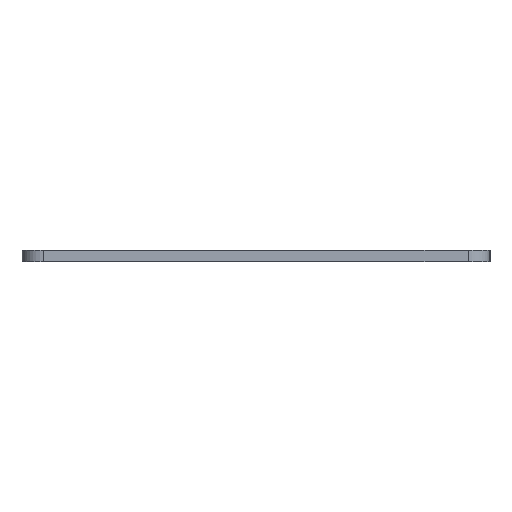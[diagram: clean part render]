
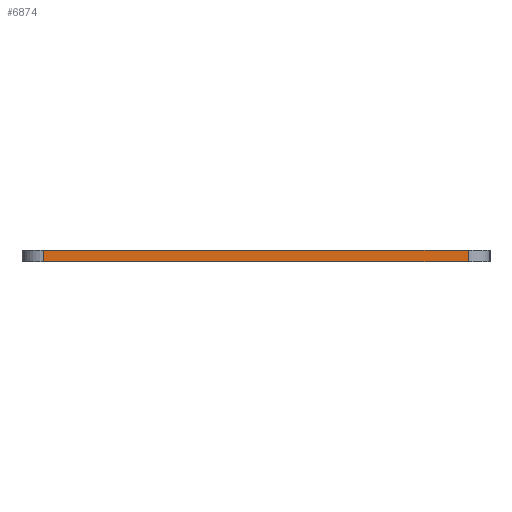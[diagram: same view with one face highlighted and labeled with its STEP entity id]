
A CAD part, front view. The second image highlights one B-rep face of the part: STEP entity #6874.
In plain terms, the highlighted planar face has unit normal (0, -1, 0).
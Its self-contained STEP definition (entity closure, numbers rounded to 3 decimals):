
#83 = PLANE('',#84);
#84 = AXIS2_PLACEMENT_3D('',#85,#86,#87);
#85 = CARTESIAN_POINT('',(147.843,-105.021,1.6));
#86 = DIRECTION('',(-0.,-0.,-1.));
#87 = DIRECTION('',(-1.,0.,0.));
#137 = PLANE('',#138);
#138 = AXIS2_PLACEMENT_3D('',#139,#140,#141);
#139 = CARTESIAN_POINT('',(147.843,-105.021,0.));
#140 = DIRECTION('',(-0.,-0.,-1.));
#141 = DIRECTION('',(-1.,0.,0.));
#533 = VERTEX_POINT('',#534);
#534 = CARTESIAN_POINT('',(177.976,-133.52,0.));
#553 = CYLINDRICAL_SURFACE('',#554,3.);
#554 = AXIS2_PLACEMENT_3D('',#555,#556,#557);
#555 = CARTESIAN_POINT('',(177.976,-130.52,0.));
#556 = DIRECTION('',(-0.,-0.,-1.));
#557 = DIRECTION('',(1.,0.,-0.));
#565 = EDGE_CURVE('',#533,#566,#568,.T.);
#566 = VERTEX_POINT('',#567);
#567 = CARTESIAN_POINT('',(118.976,-133.52,0.));
#568 = SURFACE_CURVE('',#569,(#573,#580),.PCURVE_S1.);
#569 = LINE('',#570,#571);
#570 = CARTESIAN_POINT('',(177.976,-133.52,0.));
#571 = VECTOR('',#572,1.);
#572 = DIRECTION('',(-1.,0.,0.));
#573 = PCURVE('',#137,#574);
#574 = DEFINITIONAL_REPRESENTATION('',(#575),#579);
#575 = LINE('',#576,#577);
#576 = CARTESIAN_POINT('',(-30.132,-28.499));
#577 = VECTOR('',#578,1.);
#578 = DIRECTION('',(1.,0.));
#579 = ( GEOMETRIC_REPRESENTATION_CONTEXT(2) 
PARAMETRIC_REPRESENTATION_CONTEXT() REPRESENTATION_CONTEXT('2D SPACE',''
  ) );
#580 = PCURVE('',#581,#586);
#581 = PLANE('',#582);
#582 = AXIS2_PLACEMENT_3D('',#583,#584,#585);
#583 = CARTESIAN_POINT('',(177.976,-133.52,0.));
#584 = DIRECTION('',(0.,-1.,0.));
#585 = DIRECTION('',(-1.,0.,0.));
#586 = DEFINITIONAL_REPRESENTATION('',(#587),#591);
#587 = LINE('',#588,#589);
#588 = CARTESIAN_POINT('',(0.,0.));
#589 = VECTOR('',#590,1.);
#590 = DIRECTION('',(1.,0.));
#591 = ( GEOMETRIC_REPRESENTATION_CONTEXT(2) 
PARAMETRIC_REPRESENTATION_CONTEXT() REPRESENTATION_CONTEXT('2D SPACE',''
  ) );
#614 = CYLINDRICAL_SURFACE('',#615,3.);
#615 = AXIS2_PLACEMENT_3D('',#616,#617,#618);
#616 = CARTESIAN_POINT('',(118.976,-130.52,0.));
#617 = DIRECTION('',(-0.,-0.,-1.));
#618 = DIRECTION('',(1.,0.,-0.));
#3922 = VERTEX_POINT('',#3923);
#3923 = CARTESIAN_POINT('',(177.976,-133.52,1.6));
#3949 = EDGE_CURVE('',#3922,#3950,#3952,.T.);
#3950 = VERTEX_POINT('',#3951);
#3951 = CARTESIAN_POINT('',(118.976,-133.52,1.6));
#3952 = SURFACE_CURVE('',#3953,(#3957,#3964),.PCURVE_S1.);
#3953 = LINE('',#3954,#3955);
#3954 = CARTESIAN_POINT('',(177.976,-133.52,1.6));
#3955 = VECTOR('',#3956,1.);
#3956 = DIRECTION('',(-1.,0.,0.));
#3957 = PCURVE('',#83,#3958);
#3958 = DEFINITIONAL_REPRESENTATION('',(#3959),#3963);
#3959 = LINE('',#3960,#3961);
#3960 = CARTESIAN_POINT('',(-30.132,-28.499));
#3961 = VECTOR('',#3962,1.);
#3962 = DIRECTION('',(1.,0.));
#3963 = ( GEOMETRIC_REPRESENTATION_CONTEXT(2) 
PARAMETRIC_REPRESENTATION_CONTEXT() REPRESENTATION_CONTEXT('2D SPACE',''
  ) );
#3964 = PCURVE('',#581,#3965);
#3965 = DEFINITIONAL_REPRESENTATION('',(#3966),#3970);
#3966 = LINE('',#3967,#3968);
#3967 = CARTESIAN_POINT('',(0.,-1.6));
#3968 = VECTOR('',#3969,1.);
#3969 = DIRECTION('',(1.,0.));
#3970 = ( GEOMETRIC_REPRESENTATION_CONTEXT(2) 
PARAMETRIC_REPRESENTATION_CONTEXT() REPRESENTATION_CONTEXT('2D SPACE',''
  ) );
#6826 = EDGE_CURVE('',#566,#3950,#6827,.T.);
#6827 = SURFACE_CURVE('',#6828,(#6832,#6839),.PCURVE_S1.);
#6828 = LINE('',#6829,#6830);
#6829 = CARTESIAN_POINT('',(118.976,-133.52,0.));
#6830 = VECTOR('',#6831,1.);
#6831 = DIRECTION('',(0.,0.,1.));
#6832 = PCURVE('',#614,#6833);
#6833 = DEFINITIONAL_REPRESENTATION('',(#6834),#6838);
#6834 = LINE('',#6835,#6836);
#6835 = CARTESIAN_POINT('',(-4.712,0.));
#6836 = VECTOR('',#6837,1.);
#6837 = DIRECTION('',(-0.,-1.));
#6838 = ( GEOMETRIC_REPRESENTATION_CONTEXT(2) 
PARAMETRIC_REPRESENTATION_CONTEXT() REPRESENTATION_CONTEXT('2D SPACE',''
  ) );
#6839 = PCURVE('',#581,#6840);
#6840 = DEFINITIONAL_REPRESENTATION('',(#6841),#6845);
#6841 = LINE('',#6842,#6843);
#6842 = CARTESIAN_POINT('',(59.,0.));
#6843 = VECTOR('',#6844,1.);
#6844 = DIRECTION('',(0.,-1.));
#6845 = ( GEOMETRIC_REPRESENTATION_CONTEXT(2) 
PARAMETRIC_REPRESENTATION_CONTEXT() REPRESENTATION_CONTEXT('2D SPACE',''
  ) );
#6874 = ADVANCED_FACE('',(#6875),#581,.T.);
#6875 = FACE_BOUND('',#6876,.T.);
#6876 = EDGE_LOOP('',(#6877,#6898,#6899,#6900));
#6877 = ORIENTED_EDGE('',*,*,#6878,.T.);
#6878 = EDGE_CURVE('',#533,#3922,#6879,.T.);
#6879 = SURFACE_CURVE('',#6880,(#6884,#6891),.PCURVE_S1.);
#6880 = LINE('',#6881,#6882);
#6881 = CARTESIAN_POINT('',(177.976,-133.52,0.));
#6882 = VECTOR('',#6883,1.);
#6883 = DIRECTION('',(0.,0.,1.));
#6884 = PCURVE('',#581,#6885);
#6885 = DEFINITIONAL_REPRESENTATION('',(#6886),#6890);
#6886 = LINE('',#6887,#6888);
#6887 = CARTESIAN_POINT('',(0.,0.));
#6888 = VECTOR('',#6889,1.);
#6889 = DIRECTION('',(0.,-1.));
#6890 = ( GEOMETRIC_REPRESENTATION_CONTEXT(2) 
PARAMETRIC_REPRESENTATION_CONTEXT() REPRESENTATION_CONTEXT('2D SPACE',''
  ) );
#6891 = PCURVE('',#553,#6892);
#6892 = DEFINITIONAL_REPRESENTATION('',(#6893),#6897);
#6893 = LINE('',#6894,#6895);
#6894 = CARTESIAN_POINT('',(-4.712,0.));
#6895 = VECTOR('',#6896,1.);
#6896 = DIRECTION('',(-0.,-1.));
#6897 = ( GEOMETRIC_REPRESENTATION_CONTEXT(2) 
PARAMETRIC_REPRESENTATION_CONTEXT() REPRESENTATION_CONTEXT('2D SPACE',''
  ) );
#6898 = ORIENTED_EDGE('',*,*,#3949,.T.);
#6899 = ORIENTED_EDGE('',*,*,#6826,.F.);
#6900 = ORIENTED_EDGE('',*,*,#565,.F.);
